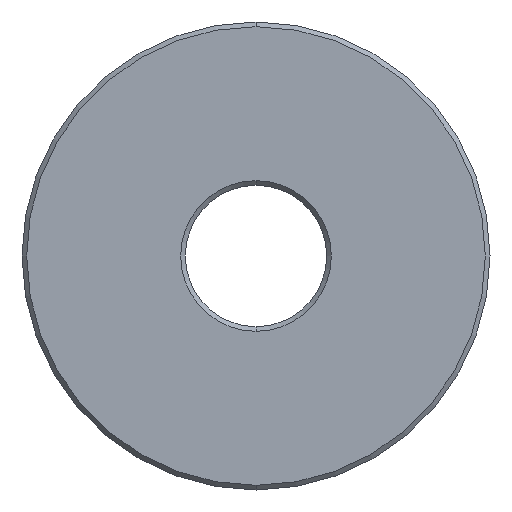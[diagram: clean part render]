
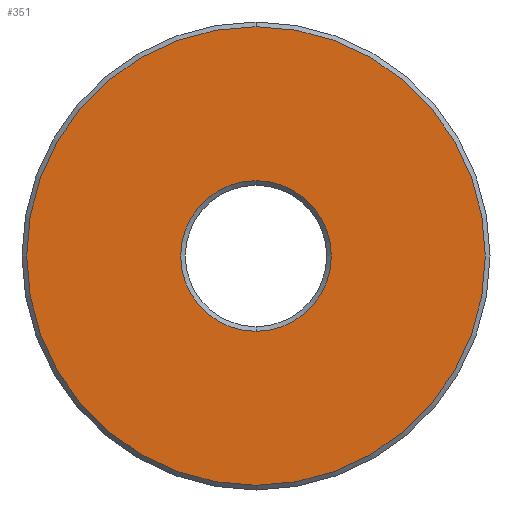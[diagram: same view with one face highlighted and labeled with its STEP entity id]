
A CAD part, front view. The second image highlights one B-rep face of the part: STEP entity #351.
In plain terms, the highlighted planar face has unit normal (0, -1, 0).
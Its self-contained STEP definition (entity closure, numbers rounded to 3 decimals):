
#9 = CARTESIAN_POINT ( 'NONE',  ( 0., 0., 16.1 ) ) ;
#10 = FACE_OUTER_BOUND ( 'NONE', #164, .T. ) ;
#48 = DIRECTION ( 'NONE',  ( 0., 0., 1. ) ) ;
#58 = EDGE_CURVE ( 'NONE', #661, #283, #299, .T. ) ;
#62 = DIRECTION ( 'NONE',  ( 0., 1., 0. ) ) ;
#69 = CARTESIAN_POINT ( 'NONE',  ( 0., 0., 0. ) ) ;
#84 = VERTEX_POINT ( 'NONE', #9 ) ;
#96 = CARTESIAN_POINT ( 'NONE',  ( 0., 0., 0. ) ) ;
#100 = DIRECTION ( 'NONE',  ( 0., 0., 1. ) ) ;
#116 = ORIENTED_EDGE ( 'NONE', *, *, #749, .T. ) ;
#122 = ORIENTED_EDGE ( 'NONE', *, *, #460, .F. ) ;
#142 = EDGE_LOOP ( 'NONE', ( #508, #116 ) ) ;
#159 = DIRECTION ( 'NONE',  ( 0., 0., 1. ) ) ;
#164 = EDGE_LOOP ( 'NONE', ( #122, #540 ) ) ;
#179 = DIRECTION ( 'NONE',  ( 0., 1., 0. ) ) ;
#183 = AXIS2_PLACEMENT_3D ( 'NONE', #193, #286, #100 ) ;
#193 = CARTESIAN_POINT ( 'NONE',  ( 16.1, 0., 0. ) ) ;
#236 = DIRECTION ( 'NONE',  ( 0., 0., 1. ) ) ;
#269 = CARTESIAN_POINT ( 'NONE',  ( 0., 0., 0. ) ) ;
#283 = VERTEX_POINT ( 'NONE', #318 ) ;
#286 = DIRECTION ( 'NONE',  ( 0., 1., 0. ) ) ;
#299 = CIRCLE ( 'NONE', #555, 49. ) ;
#313 = DIRECTION ( 'NONE',  ( 0., 1., 0. ) ) ;
#318 = CARTESIAN_POINT ( 'NONE',  ( 0., 0., 49. ) ) ;
#344 = EDGE_CURVE ( 'NONE', #483, #84, #666, .T. ) ;
#351 = ADVANCED_FACE ( 'NONE', ( #10, #641 ), #415, .F. ) ;
#352 = CARTESIAN_POINT ( 'NONE',  ( 0., 0., -16.1 ) ) ;
#390 = AXIS2_PLACEMENT_3D ( 'NONE', #686, #566, #542 ) ;
#415 = PLANE ( 'NONE',  #183 ) ;
#452 = AXIS2_PLACEMENT_3D ( 'NONE', #269, #313, #236 ) ;
#460 = EDGE_CURVE ( 'NONE', #283, #661, #466, .T. ) ;
#466 = CIRCLE ( 'NONE', #504, 49. ) ;
#483 = VERTEX_POINT ( 'NONE', #352 ) ;
#504 = AXIS2_PLACEMENT_3D ( 'NONE', #96, #179, #159 ) ;
#508 = ORIENTED_EDGE ( 'NONE', *, *, #344, .T. ) ;
#529 = CARTESIAN_POINT ( 'NONE',  ( 0., 0., -49. ) ) ;
#540 = ORIENTED_EDGE ( 'NONE', *, *, #58, .F. ) ;
#542 = DIRECTION ( 'NONE',  ( 0., 0., 1. ) ) ;
#555 = AXIS2_PLACEMENT_3D ( 'NONE', #69, #62, #48 ) ;
#566 = DIRECTION ( 'NONE',  ( 0., 1., 0. ) ) ;
#641 = FACE_BOUND ( 'NONE', #142, .T. ) ;
#646 = CIRCLE ( 'NONE', #452, 16.1 ) ;
#661 = VERTEX_POINT ( 'NONE', #529 ) ;
#666 = CIRCLE ( 'NONE', #390, 16.1 ) ;
#686 = CARTESIAN_POINT ( 'NONE',  ( 0., 0., 0. ) ) ;
#749 = EDGE_CURVE ( 'NONE', #84, #483, #646, .T. ) ;
